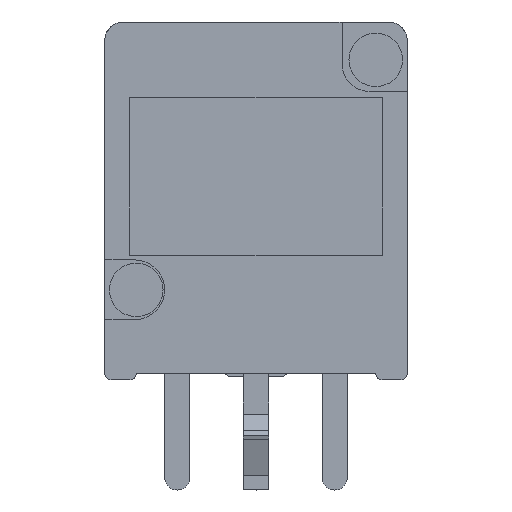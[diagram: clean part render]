
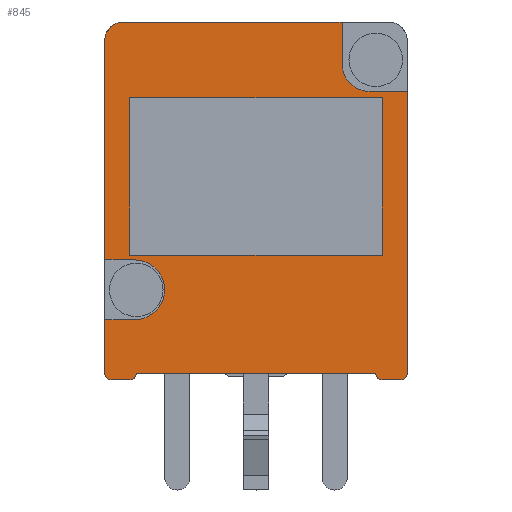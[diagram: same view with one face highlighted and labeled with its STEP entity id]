
A CAD part, left-side view. The second image highlights one B-rep face of the part: STEP entity #845.
In plain terms, the highlighted planar face has unit normal (-1, 0, 0).
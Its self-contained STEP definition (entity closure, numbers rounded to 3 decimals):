
#250 = VERTEX_POINT('',#251);
#251 = CARTESIAN_POINT('',(-4.5,6.3,0.2));
#257 = EDGE_CURVE('',#258,#250,#260,.T.);
#258 = VERTEX_POINT('',#259);
#259 = CARTESIAN_POINT('',(-4.5,-1.3,0.2));
#260 = LINE('',#261,#262);
#261 = CARTESIAN_POINT('',(-4.5,-1.3,0.2));
#262 = VECTOR('',#263,1.);
#263 = DIRECTION('',(0.,1.,0.));
#824 = EDGE_CURVE('',#250,#825,#827,.T.);
#825 = VERTEX_POINT('',#826);
#826 = CARTESIAN_POINT('',(-4.5,6.5,0.));
#827 = CIRCLE('',#828,0.2);
#828 = AXIS2_PLACEMENT_3D('',#829,#830,#831);
#829 = CARTESIAN_POINT('',(-4.5,6.5,0.2));
#830 = DIRECTION('',(1.,0.,0.));
#831 = DIRECTION('',(0.,-1.,0.));
#845 = ADVANCED_FACE('',(#846,#991),#1025,.T.);
#846 = FACE_BOUND('',#847,.F.);
#847 = EDGE_LOOP('',(#848,#858,#867,#876,#884,#892,#901,#909,#917,#926,
    #934,#942,#951,#959,#966,#967,#968,#976,#985));
#848 = ORIENTED_EDGE('',*,*,#849,.F.);
#849 = EDGE_CURVE('',#850,#852,#854,.T.);
#850 = VERTEX_POINT('',#851);
#851 = CARTESIAN_POINT('',(-4.5,6.35,1.9));
#852 = VERTEX_POINT('',#853);
#853 = CARTESIAN_POINT('',(-4.5,7.3,1.9));
#854 = LINE('',#855,#856);
#855 = CARTESIAN_POINT('',(-4.5,6.35,1.9));
#856 = VECTOR('',#857,1.);
#857 = DIRECTION('',(0.,1.,0.));
#858 = ORIENTED_EDGE('',*,*,#859,.T.);
#859 = EDGE_CURVE('',#850,#860,#862,.T.);
#860 = VERTEX_POINT('',#861);
#861 = CARTESIAN_POINT('',(-4.5,5.4,2.85));
#862 = CIRCLE('',#863,0.95);
#863 = AXIS2_PLACEMENT_3D('',#864,#865,#866);
#864 = CARTESIAN_POINT('',(-4.5,6.35,2.85));
#865 = DIRECTION('',(-1.,0.,-0.));
#866 = DIRECTION('',(0.,0.,-1.));
#867 = ORIENTED_EDGE('',*,*,#868,.T.);
#868 = EDGE_CURVE('',#860,#869,#871,.T.);
#869 = VERTEX_POINT('',#870);
#870 = CARTESIAN_POINT('',(-4.5,6.35,3.8));
#871 = CIRCLE('',#872,0.95);
#872 = AXIS2_PLACEMENT_3D('',#873,#874,#875);
#873 = CARTESIAN_POINT('',(-4.5,6.35,2.85));
#874 = DIRECTION('',(-1.,-0.,0.));
#875 = DIRECTION('',(0.,-1.,0.));
#876 = ORIENTED_EDGE('',*,*,#877,.T.);
#877 = EDGE_CURVE('',#869,#878,#880,.T.);
#878 = VERTEX_POINT('',#879);
#879 = CARTESIAN_POINT('',(-4.5,7.3,3.8));
#880 = LINE('',#881,#882);
#881 = CARTESIAN_POINT('',(-4.5,6.35,3.8));
#882 = VECTOR('',#883,1.);
#883 = DIRECTION('',(0.,1.,0.));
#884 = ORIENTED_EDGE('',*,*,#885,.T.);
#885 = EDGE_CURVE('',#878,#886,#888,.T.);
#886 = VERTEX_POINT('',#887);
#887 = CARTESIAN_POINT('',(-4.5,7.3,10.75));
#888 = LINE('',#889,#890);
#889 = CARTESIAN_POINT('',(-4.5,7.3,3.8));
#890 = VECTOR('',#891,1.);
#891 = DIRECTION('',(0.,0.,1.));
#892 = ORIENTED_EDGE('',*,*,#893,.T.);
#893 = EDGE_CURVE('',#886,#894,#896,.T.);
#894 = VERTEX_POINT('',#895);
#895 = CARTESIAN_POINT('',(-4.5,6.7,11.35));
#896 = CIRCLE('',#897,0.6);
#897 = AXIS2_PLACEMENT_3D('',#898,#899,#900);
#898 = CARTESIAN_POINT('',(-4.5,6.7,10.75));
#899 = DIRECTION('',(1.,0.,-0.));
#900 = DIRECTION('',(0.,1.,0.));
#901 = ORIENTED_EDGE('',*,*,#902,.T.);
#902 = EDGE_CURVE('',#894,#903,#905,.T.);
#903 = VERTEX_POINT('',#904);
#904 = CARTESIAN_POINT('',(-4.5,-0.23,11.35));
#905 = LINE('',#906,#907);
#906 = CARTESIAN_POINT('',(-4.5,6.7,11.35));
#907 = VECTOR('',#908,1.);
#908 = DIRECTION('',(0.,-1.,0.));
#909 = ORIENTED_EDGE('',*,*,#910,.F.);
#910 = EDGE_CURVE('',#911,#903,#913,.T.);
#911 = VERTEX_POINT('',#912);
#912 = CARTESIAN_POINT('',(-4.5,-0.23,10.008));
#913 = LINE('',#914,#915);
#914 = CARTESIAN_POINT('',(-4.5,-0.23,10.008));
#915 = VECTOR('',#916,1.);
#916 = DIRECTION('',(0.,0.,1.));
#917 = ORIENTED_EDGE('',*,*,#918,.T.);
#918 = EDGE_CURVE('',#911,#919,#921,.T.);
#919 = VERTEX_POINT('',#920);
#920 = CARTESIAN_POINT('',(-4.5,-1.088,9.15));
#921 = CIRCLE('',#922,0.858);
#922 = AXIS2_PLACEMENT_3D('',#923,#924,#925);
#923 = CARTESIAN_POINT('',(-4.5,-1.088,10.008));
#924 = DIRECTION('',(-1.,0.,0.));
#925 = DIRECTION('',(0.,1.,0.));
#926 = ORIENTED_EDGE('',*,*,#927,.T.);
#927 = EDGE_CURVE('',#919,#928,#930,.T.);
#928 = VERTEX_POINT('',#929);
#929 = CARTESIAN_POINT('',(-4.5,-2.3,9.15));
#930 = LINE('',#931,#932);
#931 = CARTESIAN_POINT('',(-4.5,-1.088,9.15));
#932 = VECTOR('',#933,1.);
#933 = DIRECTION('',(0.,-1.,0.));
#934 = ORIENTED_EDGE('',*,*,#935,.T.);
#935 = EDGE_CURVE('',#928,#936,#938,.T.);
#936 = VERTEX_POINT('',#937);
#937 = CARTESIAN_POINT('',(-4.5,-2.3,0.2));
#938 = LINE('',#939,#940);
#939 = CARTESIAN_POINT('',(-4.5,-2.3,9.15));
#940 = VECTOR('',#941,1.);
#941 = DIRECTION('',(0.,0.,-1.));
#942 = ORIENTED_EDGE('',*,*,#943,.T.);
#943 = EDGE_CURVE('',#936,#944,#946,.T.);
#944 = VERTEX_POINT('',#945);
#945 = CARTESIAN_POINT('',(-4.5,-2.1,0.));
#946 = CIRCLE('',#947,0.2);
#947 = AXIS2_PLACEMENT_3D('',#948,#949,#950);
#948 = CARTESIAN_POINT('',(-4.5,-2.1,0.2));
#949 = DIRECTION('',(1.,0.,0.));
#950 = DIRECTION('',(0.,-1.,0.));
#951 = ORIENTED_EDGE('',*,*,#952,.F.);
#952 = EDGE_CURVE('',#953,#944,#955,.T.);
#953 = VERTEX_POINT('',#954);
#954 = CARTESIAN_POINT('',(-4.5,-1.5,0.));
#955 = LINE('',#956,#957);
#956 = CARTESIAN_POINT('',(-4.5,-1.5,0.));
#957 = VECTOR('',#958,1.);
#958 = DIRECTION('',(0.,-1.,0.));
#959 = ORIENTED_EDGE('',*,*,#960,.T.);
#960 = EDGE_CURVE('',#953,#258,#961,.T.);
#961 = CIRCLE('',#962,0.2);
#962 = AXIS2_PLACEMENT_3D('',#963,#964,#965);
#963 = CARTESIAN_POINT('',(-4.5,-1.5,0.2));
#964 = DIRECTION('',(1.,-0.,0.));
#965 = DIRECTION('',(0.,0.,-1.));
#966 = ORIENTED_EDGE('',*,*,#257,.T.);
#967 = ORIENTED_EDGE('',*,*,#824,.T.);
#968 = ORIENTED_EDGE('',*,*,#969,.F.);
#969 = EDGE_CURVE('',#970,#825,#972,.T.);
#970 = VERTEX_POINT('',#971);
#971 = CARTESIAN_POINT('',(-4.5,7.1,0.));
#972 = LINE('',#973,#974);
#973 = CARTESIAN_POINT('',(-4.5,7.1,0.));
#974 = VECTOR('',#975,1.);
#975 = DIRECTION('',(0.,-1.,0.));
#976 = ORIENTED_EDGE('',*,*,#977,.T.);
#977 = EDGE_CURVE('',#970,#978,#980,.T.);
#978 = VERTEX_POINT('',#979);
#979 = CARTESIAN_POINT('',(-4.5,7.3,0.2));
#980 = CIRCLE('',#981,0.2);
#981 = AXIS2_PLACEMENT_3D('',#982,#983,#984);
#982 = CARTESIAN_POINT('',(-4.5,7.1,0.2));
#983 = DIRECTION('',(1.,0.,0.));
#984 = DIRECTION('',(0.,0.,-1.));
#985 = ORIENTED_EDGE('',*,*,#986,.T.);
#986 = EDGE_CURVE('',#978,#852,#987,.T.);
#987 = LINE('',#988,#989);
#988 = CARTESIAN_POINT('',(-4.5,7.3,0.2));
#989 = VECTOR('',#990,1.);
#990 = DIRECTION('',(0.,0.,1.));
#991 = FACE_BOUND('',#992,.F.);
#992 = EDGE_LOOP('',(#993,#1003,#1011,#1019));
#993 = ORIENTED_EDGE('',*,*,#994,.F.);
#994 = EDGE_CURVE('',#995,#997,#999,.T.);
#995 = VERTEX_POINT('',#996);
#996 = CARTESIAN_POINT('',(-4.5,6.5,3.95));
#997 = VERTEX_POINT('',#998);
#998 = CARTESIAN_POINT('',(-4.5,6.5,8.95));
#999 = LINE('',#1000,#1001);
#1000 = CARTESIAN_POINT('',(-4.5,6.5,3.95));
#1001 = VECTOR('',#1002,1.);
#1002 = DIRECTION('',(0.,0.,1.));
#1003 = ORIENTED_EDGE('',*,*,#1004,.F.);
#1004 = EDGE_CURVE('',#1005,#995,#1007,.T.);
#1005 = VERTEX_POINT('',#1006);
#1006 = CARTESIAN_POINT('',(-4.5,-1.5,3.95));
#1007 = LINE('',#1008,#1009);
#1008 = CARTESIAN_POINT('',(-4.5,-1.5,3.95));
#1009 = VECTOR('',#1010,1.);
#1010 = DIRECTION('',(0.,1.,0.));
#1011 = ORIENTED_EDGE('',*,*,#1012,.F.);
#1012 = EDGE_CURVE('',#1013,#1005,#1015,.T.);
#1013 = VERTEX_POINT('',#1014);
#1014 = CARTESIAN_POINT('',(-4.5,-1.5,8.95));
#1015 = LINE('',#1016,#1017);
#1016 = CARTESIAN_POINT('',(-4.5,-1.5,8.95));
#1017 = VECTOR('',#1018,1.);
#1018 = DIRECTION('',(0.,0.,-1.));
#1019 = ORIENTED_EDGE('',*,*,#1020,.F.);
#1020 = EDGE_CURVE('',#997,#1013,#1021,.T.);
#1021 = LINE('',#1022,#1023);
#1022 = CARTESIAN_POINT('',(-4.5,6.5,8.95));
#1023 = VECTOR('',#1024,1.);
#1024 = DIRECTION('',(0.,-1.,0.));
#1025 = PLANE('',#1026);
#1026 = AXIS2_PLACEMENT_3D('',#1027,#1028,#1029);
#1027 = CARTESIAN_POINT('',(-4.5,6.7,11.35));
#1028 = DIRECTION('',(-1.,-0.,0.));
#1029 = DIRECTION('',(0.,-1.,0.));
